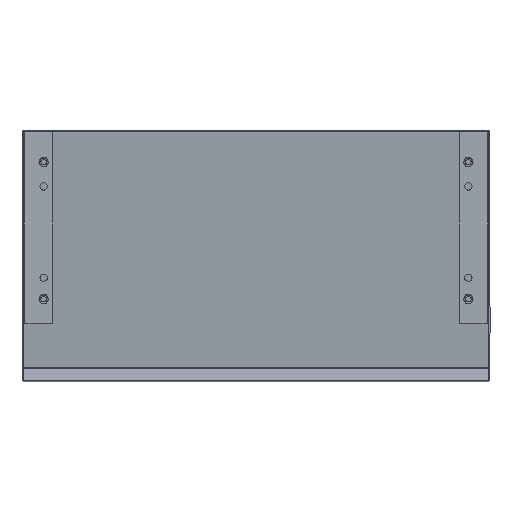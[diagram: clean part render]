
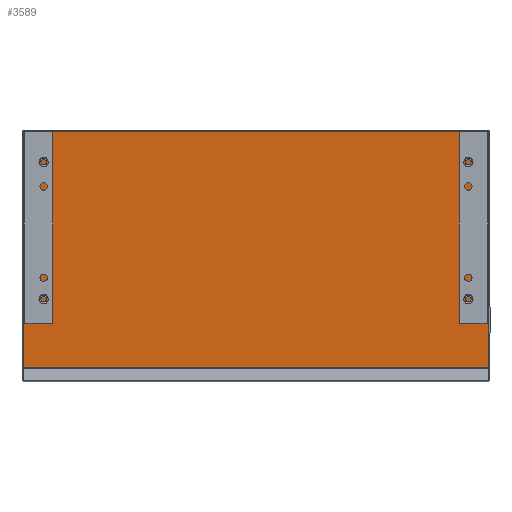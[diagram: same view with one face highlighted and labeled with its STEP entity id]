
A CAD part, left-side view. The second image highlights one B-rep face of the part: STEP entity #3589.
In plain terms, the highlighted face is planar.
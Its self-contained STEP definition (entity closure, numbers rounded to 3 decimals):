
#359 = EDGE_LOOP ( 'NONE', ( #4743, #4742, #4741, #4740 ) ) ;
#881 = VECTOR ( 'NONE', #965, 1000. ) ;
#883 = VECTOR ( 'NONE', #959, 1000. ) ;
#884 = VECTOR ( 'NONE', #961, 1000. ) ;
#885 = VECTOR ( 'NONE', #1219, 1000. ) ;
#958 = CARTESIAN_POINT ( 'NONE',  ( -254.5, -1.5, 129.5 ) ) ;
#959 = DIRECTION ( 'NONE',  ( 1., 0., 0. ) ) ;
#960 = CARTESIAN_POINT ( 'NONE',  ( -254.5, -1.5, 129.5 ) ) ;
#961 = DIRECTION ( 'NONE',  ( 0., 0., 1. ) ) ;
#962 = LINE ( 'NONE', #964, #881 ) ;
#964 = CARTESIAN_POINT ( 'NONE',  ( -254.5, -1.5, -129.5 ) ) ;
#965 = DIRECTION ( 'NONE',  ( -1., 0., 0. ) ) ;
#1200 = LINE ( 'NONE', #1215, #885 ) ;
#1206 = LINE ( 'NONE', #960, #884 ) ;
#1215 = CARTESIAN_POINT ( 'NONE',  ( 254.5, -1.5, 129.5 ) ) ;
#1219 = DIRECTION ( 'NONE',  ( 0., 0., -1. ) ) ;
#1221 = LINE ( 'NONE', #958, #883 ) ;
#2166 = CARTESIAN_POINT ( 'NONE',  ( 254.5, -1.5, -129.5 ) ) ;
#2174 = FACE_OUTER_BOUND ( 'NONE', #359, .T. ) ;
#2175 = PLANE ( 'NONE',  #2782 ) ;
#2177 = DIRECTION ( 'NONE',  ( 0., -1., 0. ) ) ;
#2178 = DIRECTION ( 'NONE',  ( 0., 0., -1. ) ) ;
#2487 = CARTESIAN_POINT ( 'NONE',  ( 254.5, -1.5, 129.5 ) ) ;
#2488 = CARTESIAN_POINT ( 'NONE',  ( -254.5, -1.5, 129.5 ) ) ;
#2494 = CARTESIAN_POINT ( 'NONE',  ( -254.5, -1.5, -129.5 ) ) ;
#2782 = AXIS2_PLACEMENT_3D ( 'NONE', #2166, #2177, #2178 ) ;
#2884 = CARTESIAN_POINT ( 'NONE',  ( 254.5, -1.5, -129.5 ) ) ;
#2902 = VERTEX_POINT ( 'NONE', #2884 ) ;
#2925 = VERTEX_POINT ( 'NONE', #2487 ) ;
#2926 = VERTEX_POINT ( 'NONE', #2488 ) ;
#2932 = VERTEX_POINT ( 'NONE', #2494 ) ;
#3589 = ADVANCED_FACE ( 'NONE', ( #2174 ), #2175, .T. ) ;
#3818 = EDGE_CURVE ( 'NONE', #2925, #2902, #1200, .T. ) ;
#3819 = EDGE_CURVE ( 'NONE', #2926, #2925, #1221, .T. ) ;
#3820 = EDGE_CURVE ( 'NONE', #2932, #2926, #1206, .T. ) ;
#3821 = EDGE_CURVE ( 'NONE', #2902, #2932, #962, .T. ) ;
#4740 = ORIENTED_EDGE ( 'NONE', *, *, #3821, .F. ) ;
#4741 = ORIENTED_EDGE ( 'NONE', *, *, #3820, .F. ) ;
#4742 = ORIENTED_EDGE ( 'NONE', *, *, #3819, .F. ) ;
#4743 = ORIENTED_EDGE ( 'NONE', *, *, #3818, .F. ) ;
